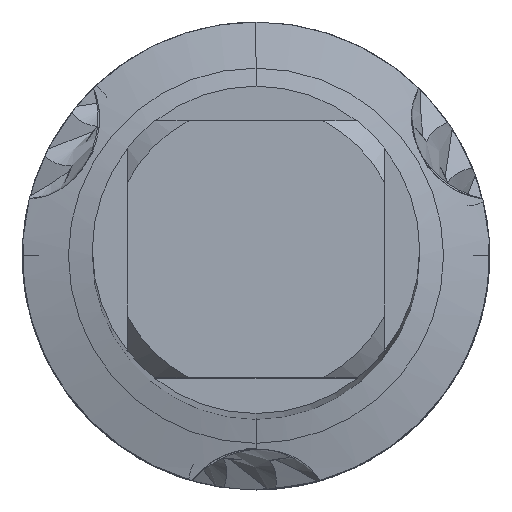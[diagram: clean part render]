
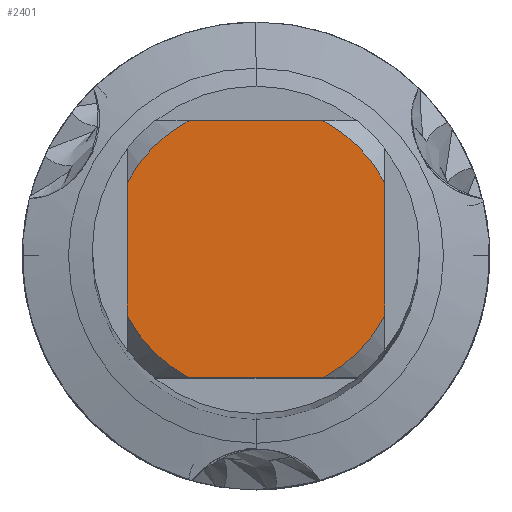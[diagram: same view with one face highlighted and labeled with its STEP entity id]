
A CAD part, top view. The second image highlights one B-rep face of the part: STEP entity #2401.
In plain terms, the highlighted planar face has unit normal (0, 0, 1).
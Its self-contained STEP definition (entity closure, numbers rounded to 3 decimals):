
#1581=EDGE_CURVE('',#3199,#3069,#4327,.T.);
#1837=EDGE_CURVE('',#2571,#2357,#4605,.T.);
#2157=EDGE_CURVE('',#3199,#2631,#4950,.T.);
#2335=EDGE_CURVE('',#3297,#3805,#5143,.T.);
#2357=VERTEX_POINT('',#5166);
#2401=ADVANCED_FACE('',(#5215),#5216,.T.);
#2571=VERTEX_POINT('',#5404);
#2631=VERTEX_POINT('',#5470);
#2855=EDGE_CURVE('',#4025,#3805,#5718,.T.);
#3017=EDGE_CURVE('',#3297,#2357,#5894,.T.);
#3069=VERTEX_POINT('',#5949);
#3199=VERTEX_POINT('',#6092);
#3269=EDGE_CURVE('',#4025,#3069,#6167,.T.);
#3297=VERTEX_POINT('',#6196);
#3337=EDGE_CURVE('',#2571,#2631,#6239,.T.);
#3805=VERTEX_POINT('',#6745);
#4025=VERTEX_POINT('',#6983);
#4327=LINE('',#7535,#7536);
#4605=CIRCLE('',#8240,3.1);
#4950=CIRCLE('',#9321,3.1);
#5143=CIRCLE('',#9825,3.1);
#5166=CARTESIAN_POINT('',(1.431,-2.75,0.0));
#5215=FACE_OUTER_BOUND('',#10031,.T.);
#5216=PLANE('',#10032);
#5404=CARTESIAN_POINT('',(2.75,-1.431,0.0));
#5470=CARTESIAN_POINT('',(2.75,1.431,0.0));
#5718=LINE('',#11104,#11105);
#5894=LINE('',#11688,#11689);
#5949=CARTESIAN_POINT('',(-1.431,2.75,0.0));
#6092=CARTESIAN_POINT('',(1.431,2.75,0.0));
#6167=CIRCLE('',#12572,3.1);
#6196=CARTESIAN_POINT('',(-1.431,-2.75,0.0));
#6239=LINE('',#12713,#12714);
#6745=CARTESIAN_POINT('',(-2.75,-1.431,0.0));
#6983=CARTESIAN_POINT('',(-2.75,1.431,0.0));
#7535=CARTESIAN_POINT('',(0.0,2.75,0.0));
#7536=VECTOR('',#15692,1.0);
#8240=AXIS2_PLACEMENT_3D('',#15973,#15974,#15975);
#9321=AXIS2_PLACEMENT_3D('',#16378,#16379,#16380);
#9825=AXIS2_PLACEMENT_3D('',#16570,#16571,#16572);
#10031=EDGE_LOOP('',(#16644,#16645,#16646,#16647,#16648,#16649,#16650,#16651));
#10032=AXIS2_PLACEMENT_3D('',#16652,#16653,#16654);
#11104=CARTESIAN_POINT('',(-2.75,0.775,0.0));
#11105=VECTOR('',#17203,1.0);
#11688=CARTESIAN_POINT('',(0.0,-2.75,0.0));
#11689=VECTOR('',#17378,1.0);
#12572=AXIS2_PLACEMENT_3D('',#17635,#17636,#17637);
#12713=CARTESIAN_POINT('',(2.75,0.775,0.0));
#12714=VECTOR('',#17689,1.0);
#15692=DIRECTION('',(-1.0,0.0,0.0));
#15973=CARTESIAN_POINT('',(0.0,0.0,0.0));
#15974=DIRECTION('',(0.0,0.0,-1.0));
#15975=DIRECTION('',(0.0,1.0,0.0));
#16378=CARTESIAN_POINT('',(0.0,0.0,0.0));
#16379=DIRECTION('',(0.0,0.0,-1.0));
#16380=DIRECTION('',(0.0,1.0,0.0));
#16570=CARTESIAN_POINT('',(0.0,0.0,0.0));
#16571=DIRECTION('',(0.0,0.0,-1.0));
#16572=DIRECTION('',(0.0,1.0,0.0));
#16644=ORIENTED_EDGE('',*,*,#2855,.T.);
#16645=ORIENTED_EDGE('',*,*,#2335,.F.);
#16646=ORIENTED_EDGE('',*,*,#3017,.T.);
#16647=ORIENTED_EDGE('',*,*,#1837,.F.);
#16648=ORIENTED_EDGE('',*,*,#3337,.T.);
#16649=ORIENTED_EDGE('',*,*,#2157,.F.);
#16650=ORIENTED_EDGE('',*,*,#1581,.T.);
#16651=ORIENTED_EDGE('',*,*,#3269,.F.);
#16652=CARTESIAN_POINT('',(0.0,1.55,0.0));
#16653=DIRECTION('',(-0.0,0.0,1.0));
#16654=DIRECTION('',(0.0,-1.0,0.0));
#17203=DIRECTION('',(-0.0,-1.0,0.0));
#17378=DIRECTION('',(1.0,0.0,0.0));
#17635=CARTESIAN_POINT('',(0.0,0.0,0.0));
#17636=DIRECTION('',(0.0,0.0,-1.0));
#17637=DIRECTION('',(0.0,1.0,0.0));
#17689=DIRECTION('',(-0.0,1.0,0.0));
